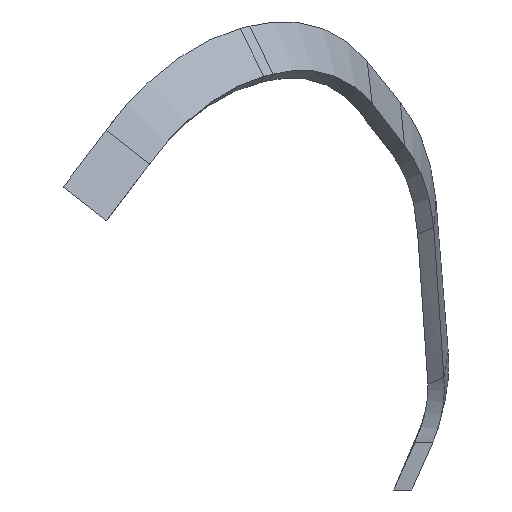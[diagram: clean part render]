
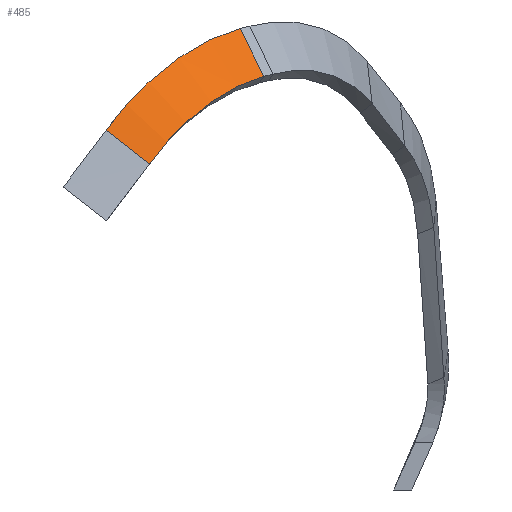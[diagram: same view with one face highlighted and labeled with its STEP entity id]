
A CAD part, left-side view. The second image highlights one B-rep face of the part: STEP entity #485.
In plain terms, the highlighted free-form (B-spline) face has degree [1, 3] with [2, 14] control points.
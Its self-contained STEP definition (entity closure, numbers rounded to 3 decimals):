
#34 = CARTESIAN_POINT ( 'NONE',  ( -33.236, 106.761, 188.781 ) ) ;
#42 = CARTESIAN_POINT ( 'NONE',  ( -33.675, 107.53, 187.924 ) ) ;
#43 = CARTESIAN_POINT ( 'NONE',  ( -18.152, 94.85, 207.43 ) ) ;
#58 = CARTESIAN_POINT ( 'NONE',  ( -18.152, 94.85, 207.43 ) ) ;
#112 = CARTESIAN_POINT ( 'NONE',  ( -19.15, 95.845, 207.177 ) ) ;
#127 = EDGE_CURVE ( 'NONE', #913, #1143, #1501, .T. ) ;
#169 = CARTESIAN_POINT ( 'NONE',  ( -34.797, 117.007, 191.151 ) ) ;
#206 = LINE ( 'NONE', #592, #587 ) ;
#258 = CARTESIAN_POINT ( 'NONE',  ( -30.679, 102.767, 192.698 ) ) ;
#286 = CARTESIAN_POINT ( 'NONE',  ( -23.688, 94.277, 198.058 ) ) ;
#315 = CARTESIAN_POINT ( 'NONE',  ( -34.811, 109.749, 185.202 ) ) ;
#330 = CARTESIAN_POINT ( 'NONE',  ( -35.128, 110.457, 184.247 ) ) ;
#360 = ORIENTED_EDGE ( 'NONE', *, *, #580, .F. ) ;
#362 = B_SPLINE_SURFACE_WITH_KNOTS ( 'NONE', 1, 3, ( 
 ( #58, #1243, #1134, #393, #765, #662, #1477, #1357, #887, #1149, #406, #1366, #169, #1488 ),
 ( #527, #413, #1010, #1376, #1264, #906, #633, #1116, #1170, #1520, #1291, #708, #315, #330 ) ),
 .UNSPECIFIED., .F., .F., .F.,
 ( 2, 2 ),
 ( 4, 2, 2, 2, 2, 2, 4 ),
 ( 0., 1. ),
 ( 0.735, 0.759, 0.782, 0.829, 0.876, 0.9, 0.924 ),
 .UNSPECIFIED. ) ;
#374 = ORIENTED_EDGE ( 'NONE', *, *, #127, .T. ) ;
#377 = CARTESIAN_POINT ( 'NONE',  ( -22.064, 92.566, 198.726 ) ) ;
#387 = CARTESIAN_POINT ( 'NONE',  ( -31.799, 104.405, 191.229 ) ) ;
#393 = CARTESIAN_POINT ( 'NONE',  ( -21.998, 98.861, 206.068 ) ) ;
#406 = CARTESIAN_POINT ( 'NONE',  ( -33.498, 114.409, 194.302 ) ) ;
#413 = CARTESIAN_POINT ( 'NONE',  ( -21.231, 91.713, 199.017 ) ) ;
#425 = VERTEX_POINT ( 'NONE', #1098 ) ;
#451 = ORIENTED_EDGE ( 'NONE', *, *, #1095, .F. ) ;
#455 = CARTESIAN_POINT ( 'NONE',  ( -22.909, 99.871, 205.616 ) ) ;
#485 = ADVANCED_FACE ( 'NONE', ( #773 ), #362, .F. ) ;
#488 = CARTESIAN_POINT ( 'NONE',  ( -35.152, 117.833, 190.042 ) ) ;
#496 = CARTESIAN_POINT ( 'NONE',  ( -30.065, 108.83, 199.84 ) ) ;
#527 = CARTESIAN_POINT ( 'NONE',  ( -20.369, 90.869, 199.231 ) ) ;
#580 = EDGE_CURVE ( 'NONE', #1337, #425, #1235, .T. ) ;
#587 = VECTOR ( 'NONE', #1046, 1000. ) ;
#592 = CARTESIAN_POINT ( 'NONE',  ( -35.152, 117.833, 190.042 ) ) ;
#629 = CARTESIAN_POINT ( 'NONE',  ( -33.498, 114.409, 194.302 ) ) ;
#633 = CARTESIAN_POINT ( 'NONE',  ( -28.155, 99.419, 195.258 ) ) ;
#657 = CARTESIAN_POINT ( 'NONE',  ( -28.155, 99.419, 195.258 ) ) ;
#662 = CARTESIAN_POINT ( 'NONE',  ( -25.541, 102.894, 204.081 ) ) ;
#698 = CARTESIAN_POINT ( 'NONE',  ( -35.152, 117.833, 190.042 ) ) ;
#708 = CARTESIAN_POINT ( 'NONE',  ( -34.466, 109.026, 186.138 ) ) ;
#714 = CARTESIAN_POINT ( 'NONE',  ( -20.117, 96.849, 206.844 ) ) ;
#740 = CARTESIAN_POINT ( 'NONE',  ( -35.128, 110.457, 184.247 ) ) ;
#765 = CARTESIAN_POINT ( 'NONE',  ( -22.909, 99.871, 205.616 ) ) ;
#773 = FACE_OUTER_BOUND ( 'NONE', #971, .T. ) ;
#792 = CARTESIAN_POINT ( 'NONE',  ( -20.369, 90.869, 199.231 ) ) ;
#797 = DIRECTION ( 'NONE',  ( -0.236, -0.424, -0.874 ) ) ;
#812 = VECTOR ( 'NONE', #797, 1000. ) ;
#827 = CARTESIAN_POINT ( 'NONE',  ( -25.541, 102.894, 204.081 ) ) ;
#872 = CARTESIAN_POINT ( 'NONE',  ( -26.752, 97.708, 196.348 ) ) ;
#873 = CARTESIAN_POINT ( 'NONE',  ( -34.401, 116.159, 192.232 ) ) ;
#887 = CARTESIAN_POINT ( 'NONE',  ( -31.352, 110.75, 198.134 ) ) ;
#906 = CARTESIAN_POINT ( 'NONE',  ( -26.752, 97.708, 196.348 ) ) ;
#913 = VERTEX_POINT ( 'NONE', #1290 ) ;
#930 = EDGE_CURVE ( 'NONE', #1143, #425, #206, .T. ) ;
#945 = CARTESIAN_POINT ( 'NONE',  ( -27.159, 104.902, 202.813 ) ) ;
#971 = EDGE_LOOP ( 'NONE', ( #1377, #360, #451, #374 ) ) ;
#982 = CARTESIAN_POINT ( 'NONE',  ( -34.466, 109.026, 186.138 ) ) ;
#1005 = CARTESIAN_POINT ( 'NONE',  ( -21.231, 91.713, 199.017 ) ) ;
#1010 = CARTESIAN_POINT ( 'NONE',  ( -22.064, 92.566, 198.726 ) ) ;
#1024 = LINE ( 'NONE', #1500, #812 ) ;
#1046 = DIRECTION ( 'NONE',  ( 0.003, -0.786, -0.618 ) ) ;
#1095 = EDGE_CURVE ( 'NONE', #913, #1337, #1024, .T. ) ;
#1098 = CARTESIAN_POINT ( 'NONE',  ( -35.128, 110.457, 184.247 ) ) ;
#1111 = CARTESIAN_POINT ( 'NONE',  ( -20.369, 90.869, 199.231 ) ) ;
#1116 = CARTESIAN_POINT ( 'NONE',  ( -30.679, 102.767, 192.698 ) ) ;
#1134 = CARTESIAN_POINT ( 'NONE',  ( -20.117, 96.849, 206.844 ) ) ;
#1143 = VERTEX_POINT ( 'NONE', #698 ) ;
#1149 = CARTESIAN_POINT ( 'NONE',  ( -32.997, 113.509, 195.295 ) ) ;
#1170 = CARTESIAN_POINT ( 'NONE',  ( -31.799, 104.405, 191.229 ) ) ;
#1201 = CARTESIAN_POINT ( 'NONE',  ( -34.797, 117.007, 191.151 ) ) ;
#1235 = B_SPLINE_CURVE_WITH_KNOTS ( 'NONE', 3,
 ( #1111, #1005, #377, #286, #1481, #872, #657, #258, #387, #34, #42, #982, #1351, #740 ),
 .UNSPECIFIED., .F., .F.,
 ( 4, 2, 2, 2, 2, 2, 4 ),
 ( 0.735, 0.759, 0.782, 0.829, 0.876, 0.9, 0.924 ),
 .UNSPECIFIED. ) ;
#1243 = CARTESIAN_POINT ( 'NONE',  ( -19.15, 95.845, 207.177 ) ) ;
#1248 = CARTESIAN_POINT ( 'NONE',  ( -21.998, 98.861, 206.068 ) ) ;
#1264 = CARTESIAN_POINT ( 'NONE',  ( -24.476, 95.136, 197.67 ) ) ;
#1290 = CARTESIAN_POINT ( 'NONE',  ( -18.152, 94.85, 207.43 ) ) ;
#1291 = CARTESIAN_POINT ( 'NONE',  ( -33.675, 107.53, 187.924 ) ) ;
#1337 = VERTEX_POINT ( 'NONE', #792 ) ;
#1344 = CARTESIAN_POINT ( 'NONE',  ( -31.352, 110.75, 198.134 ) ) ;
#1351 = CARTESIAN_POINT ( 'NONE',  ( -34.811, 109.749, 185.202 ) ) ;
#1357 = CARTESIAN_POINT ( 'NONE',  ( -30.065, 108.83, 199.84 ) ) ;
#1366 = CARTESIAN_POINT ( 'NONE',  ( -34.401, 116.159, 192.232 ) ) ;
#1376 = CARTESIAN_POINT ( 'NONE',  ( -23.688, 94.277, 198.058 ) ) ;
#1377 = ORIENTED_EDGE ( 'NONE', *, *, #930, .T. ) ;
#1425 = CARTESIAN_POINT ( 'NONE',  ( -32.997, 113.509, 195.295 ) ) ;
#1477 = CARTESIAN_POINT ( 'NONE',  ( -27.159, 104.902, 202.813 ) ) ;
#1481 = CARTESIAN_POINT ( 'NONE',  ( -24.476, 95.136, 197.67 ) ) ;
#1488 = CARTESIAN_POINT ( 'NONE',  ( -35.152, 117.833, 190.042 ) ) ;
#1500 = CARTESIAN_POINT ( 'NONE',  ( -18.152, 94.85, 207.43 ) ) ;
#1501 = B_SPLINE_CURVE_WITH_KNOTS ( 'NONE', 3,
 ( #43, #112, #714, #1248, #455, #827, #945, #496, #1344, #1425, #629, #873, #1201, #488 ),
 .UNSPECIFIED., .F., .F.,
 ( 4, 2, 2, 2, 2, 2, 4 ),
 ( 0.735, 0.759, 0.782, 0.829, 0.876, 0.9, 0.924 ),
 .UNSPECIFIED. ) ;
#1520 = CARTESIAN_POINT ( 'NONE',  ( -33.236, 106.761, 188.781 ) ) ;
